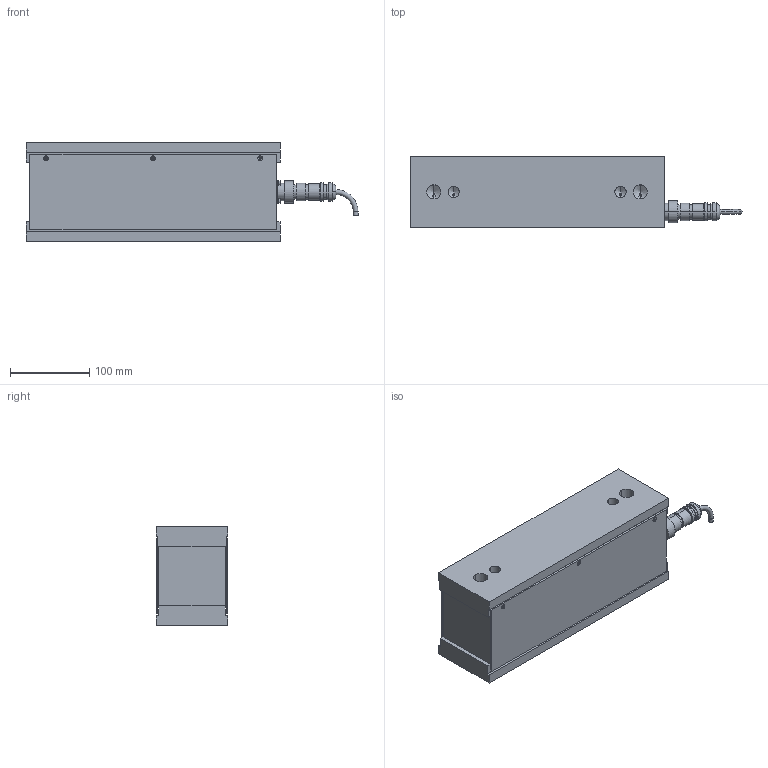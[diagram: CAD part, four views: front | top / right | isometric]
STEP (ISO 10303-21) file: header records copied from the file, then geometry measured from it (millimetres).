
FILE_DESCRIPTION((''),'2;1');
FILE_NAME('50140.stp','2007-09-21T10:01:45',(''),(''),'Mechanical Desktop 2007','Mechanical Desktop 2007',', , ');
FILE_SCHEMA(('CONFIG_CONTROL_DESIGN'));
Length unit declared in the file: millimetre
Products named in the file (12): U50140; U4945804; TEIL1A; KABELDOSE_PG_AMPH_4-POLA; KABELDOSE_PG_AMPH_4-POL; U47767; TEIL1; I-6KT_SCHRAUBE_M3X8A; I-6KT_SCHRAUBE_M3X8; FEDERRING_M3A; FEDERRING_M3; RM_SDB
Assembly tree (20 placements, depth 3):
  U50140
    U4945804
      TEIL1A
    KABELDOSE_PG_AMPH_4-POLA
      KABELDOSE_PG_AMPH_4-POL
    U47767  x2
      TEIL1
    I-6KT_SCHRAUBE_M3X8A  x4
      I-6KT_SCHRAUBE_M3X8
    FEDERRING_M3A  x4
      FEDERRING_M3
    RM_SDB  x3
Bounding box: 418 x 90 x 125 mm (x, y, z)
Volume: 3452965.6 mm3; surface area: 306810.8 mm2
Topology: 12 solids, 12 shells, 281 faces, 641 edges, 391 vertices
Faces by surface type: cylinder 136, plane 79, cone 54, torus 12
Entity records: 6034 total; most frequent: DIRECTION 1123, CARTESIAN_POINT 964, ORIENTED_EDGE 894, AXIS2_PLACEMENT_3D 448, EDGE_CURVE 447, VERTEX_POINT 288, EDGE_LOOP 259, VECTOR 227
